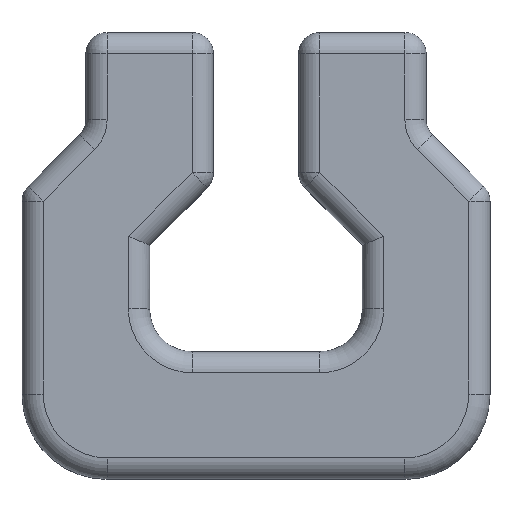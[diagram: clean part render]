
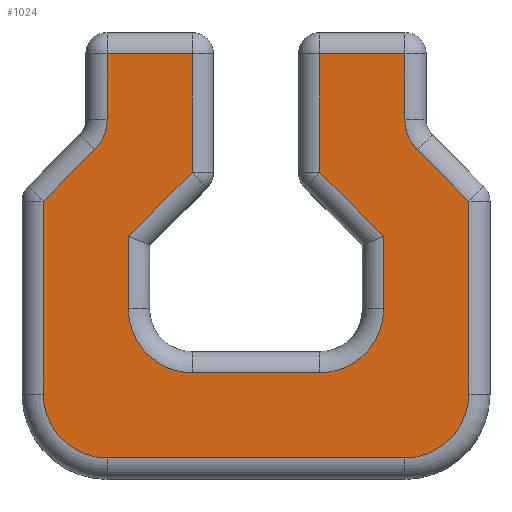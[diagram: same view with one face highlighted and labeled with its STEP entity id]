
A CAD part, top view. The second image highlights one B-rep face of the part: STEP entity #1024.
In plain terms, the highlighted planar face has unit normal (0, 0, 1).
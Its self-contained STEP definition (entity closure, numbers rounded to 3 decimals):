
#44=PLANE('',#1176);
#137=FACE_OUTER_BOUND('',#203,.T.);
#203=EDGE_LOOP('',(#914,#915,#916,#917,#918,#919,#920,#921,#922,#923,#924,
#925,#926,#927,#928,#929,#930,#931,#932,#933,#934,#935));
#224=LINE('',#1595,#304);
#230=LINE('',#1624,#310);
#235=LINE('',#1643,#315);
#239=LINE('',#1667,#319);
#244=LINE('',#1696,#324);
#248=LINE('',#1712,#328);
#250=LINE('',#1715,#330);
#252=LINE('',#1718,#332);
#254=LINE('',#1730,#334);
#256=LINE('',#1739,#336);
#258=LINE('',#1742,#338);
#260=LINE('',#1748,#340);
#262=LINE('',#1758,#342);
#263=LINE('',#1766,#343);
#265=LINE('',#1769,#345);
#267=LINE('',#1772,#347);
#304=VECTOR('',#1253,10.);
#310=VECTOR('',#1285,10.);
#315=VECTOR('',#1304,10.);
#319=VECTOR('',#1328,10.);
#324=VECTOR('',#1361,10.);
#328=VECTOR('',#1379,10.);
#330=VECTOR('',#1383,10.);
#332=VECTOR('',#1387,10.);
#334=VECTOR('',#1401,10.);
#336=VECTOR('',#1413,10.);
#338=VECTOR('',#1417,10.);
#340=VECTOR('',#1423,10.);
#342=VECTOR('',#1437,10.);
#343=VECTOR('',#1448,10.);
#345=VECTOR('',#1452,10.);
#347=VECTOR('',#1456,10.);
#383=CIRCLE('',#1070,2.);
#404=CIRCLE('',#1105,2.);
#420=CIRCLE('',#1135,3.);
#424=CIRCLE('',#1141,3.);
#428=CIRCLE('',#1149,3.);
#432=CIRCLE('',#1155,3.);
#447=VERTEX_POINT('',#1555);
#452=VERTEX_POINT('',#1568);
#454=VERTEX_POINT('',#1572);
#458=VERTEX_POINT('',#1583);
#463=VERTEX_POINT('',#1599);
#468=VERTEX_POINT('',#1612);
#473=VERTEX_POINT('',#1628);
#478=VERTEX_POINT('',#1642);
#480=VERTEX_POINT('',#1647);
#482=VERTEX_POINT('',#1651);
#487=VERTEX_POINT('',#1664);
#488=VERTEX_POINT('',#1666);
#490=VERTEX_POINT('',#1671);
#495=VERTEX_POINT('',#1684);
#500=VERTEX_POINT('',#1700);
#505=VERTEX_POINT('',#1722);
#507=VERTEX_POINT('',#1728);
#509=VERTEX_POINT('',#1734);
#511=VERTEX_POINT('',#1746);
#512=VERTEX_POINT('',#1751);
#513=VERTEX_POINT('',#1756);
#515=VERTEX_POINT('',#1761);
#543=EDGE_CURVE('',#454,#452,#383,.T.);
#553=EDGE_CURVE('',#447,#458,#224,.T.);
#567=EDGE_CURVE('',#458,#468,#230,.T.);
#576=EDGE_CURVE('',#468,#478,#235,.T.);
#581=EDGE_CURVE('',#482,#480,#404,.T.);
#587=EDGE_CURVE('',#487,#488,#239,.T.);
#601=EDGE_CURVE('',#488,#495,#244,.T.);
#609=EDGE_CURVE('',#495,#500,#248,.T.);
#611=EDGE_CURVE('',#500,#490,#250,.T.);
#613=EDGE_CURVE('',#490,#482,#252,.T.);
#616=EDGE_CURVE('',#505,#487,#420,.T.);
#619=EDGE_CURVE('',#507,#505,#254,.T.);
#622=EDGE_CURVE('',#509,#507,#424,.T.);
#624=EDGE_CURVE('',#478,#509,#256,.T.);
#626=EDGE_CURVE('',#480,#473,#258,.T.);
#629=EDGE_CURVE('',#511,#463,#260,.T.);
#632=EDGE_CURVE('',#512,#511,#428,.T.);
#635=EDGE_CURVE('',#513,#512,#262,.T.);
#637=EDGE_CURVE('',#515,#513,#432,.T.);
#639=EDGE_CURVE('',#473,#515,#263,.T.);
#641=EDGE_CURVE('',#463,#454,#265,.T.);
#643=EDGE_CURVE('',#452,#447,#267,.T.);
#914=ORIENTED_EDGE('',*,*,#629,.F.);
#915=ORIENTED_EDGE('',*,*,#632,.F.);
#916=ORIENTED_EDGE('',*,*,#635,.F.);
#917=ORIENTED_EDGE('',*,*,#637,.F.);
#918=ORIENTED_EDGE('',*,*,#639,.F.);
#919=ORIENTED_EDGE('',*,*,#626,.F.);
#920=ORIENTED_EDGE('',*,*,#581,.F.);
#921=ORIENTED_EDGE('',*,*,#613,.F.);
#922=ORIENTED_EDGE('',*,*,#611,.F.);
#923=ORIENTED_EDGE('',*,*,#609,.F.);
#924=ORIENTED_EDGE('',*,*,#601,.F.);
#925=ORIENTED_EDGE('',*,*,#587,.F.);
#926=ORIENTED_EDGE('',*,*,#616,.F.);
#927=ORIENTED_EDGE('',*,*,#619,.F.);
#928=ORIENTED_EDGE('',*,*,#622,.F.);
#929=ORIENTED_EDGE('',*,*,#624,.F.);
#930=ORIENTED_EDGE('',*,*,#576,.F.);
#931=ORIENTED_EDGE('',*,*,#567,.F.);
#932=ORIENTED_EDGE('',*,*,#553,.F.);
#933=ORIENTED_EDGE('',*,*,#643,.F.);
#934=ORIENTED_EDGE('',*,*,#543,.F.);
#935=ORIENTED_EDGE('',*,*,#641,.F.);
#1024=ADVANCED_FACE('',(#137),#44,.T.);
#1070=AXIS2_PLACEMENT_3D('',#1574,#1229,#1230);
#1105=AXIS2_PLACEMENT_3D('',#1653,#1315,#1316);
#1135=AXIS2_PLACEMENT_3D('',#1724,#1393,#1394);
#1141=AXIS2_PLACEMENT_3D('',#1736,#1407,#1408);
#1149=AXIS2_PLACEMENT_3D('',#1753,#1429,#1430);
#1155=AXIS2_PLACEMENT_3D('',#1763,#1442,#1443);
#1176=AXIS2_PLACEMENT_3D('',#1819,#1511,#1512);
#1229=DIRECTION('center_axis',(0.,0.,1.));
#1230=DIRECTION('ref_axis',(0.924,-0.383,0.));
#1253=DIRECTION('',(1.,0.,0.));
#1285=DIRECTION('',(0.,-1.,0.));
#1304=DIRECTION('',(-0.707,-0.707,0.));
#1315=DIRECTION('center_axis',(0.,0.,1.));
#1316=DIRECTION('ref_axis',(-0.924,-0.383,0.));
#1328=DIRECTION('',(0.,1.,0.));
#1361=DIRECTION('',(-0.707,0.707,0.));
#1379=DIRECTION('',(0.,1.,0.));
#1383=DIRECTION('',(1.,0.,0.));
#1387=DIRECTION('',(0.,-1.,0.));
#1393=DIRECTION('center_axis',(0.,0.,1.));
#1394=DIRECTION('ref_axis',(0.707,-0.707,0.));
#1401=DIRECTION('',(1.,0.,0.));
#1407=DIRECTION('center_axis',(0.,0.,1.));
#1408=DIRECTION('ref_axis',(-0.707,-0.707,0.));
#1413=DIRECTION('',(0.,-1.,0.));
#1417=DIRECTION('',(0.707,-0.707,0.));
#1423=DIRECTION('',(0.,1.,0.));
#1429=DIRECTION('center_axis',(0.,0.,-1.));
#1430=DIRECTION('ref_axis',(-0.707,-0.707,0.));
#1437=DIRECTION('',(-1.,0.,0.));
#1442=DIRECTION('center_axis',(0.,0.,-1.));
#1443=DIRECTION('ref_axis',(0.707,-0.707,0.));
#1448=DIRECTION('',(0.,-1.,0.));
#1452=DIRECTION('',(0.707,0.707,0.));
#1456=DIRECTION('',(0.,1.,0.));
#1511=DIRECTION('center_axis',(0.,0.,1.));
#1512=DIRECTION('ref_axis',(1.,0.,0.));
#1555=CARTESIAN_POINT('',(4.,20.,10.));
#1568=CARTESIAN_POINT('',(4.,16.899,10.));
#1572=CARTESIAN_POINT('',(3.414,15.485,10.));
#1574=CARTESIAN_POINT('Origin',(2.,16.899,10.));
#1583=CARTESIAN_POINT('',(8.,20.,10.));
#1595=CARTESIAN_POINT('',(10.,20.,10.));
#1599=CARTESIAN_POINT('',(1.,13.071,10.));
#1612=CARTESIAN_POINT('',(8.,14.414,10.));
#1624=CARTESIAN_POINT('',(8.,12.069,10.));
#1628=CARTESIAN_POINT('',(21.,13.071,10.));
#1642=CARTESIAN_POINT('',(5.,11.414,10.));
#1643=CARTESIAN_POINT('',(6.327,12.741,10.));
#1647=CARTESIAN_POINT('',(18.586,15.485,10.));
#1651=CARTESIAN_POINT('',(18.,16.899,10.));
#1653=CARTESIAN_POINT('Origin',(20.,16.899,10.));
#1664=CARTESIAN_POINT('',(17.,8.,10.));
#1666=CARTESIAN_POINT('',(17.,11.414,10.));
#1667=CARTESIAN_POINT('',(17.,10.569,10.));
#1671=CARTESIAN_POINT('',(18.,20.,10.));
#1684=CARTESIAN_POINT('',(14.,14.414,10.));
#1696=CARTESIAN_POINT('',(14.173,14.241,10.));
#1700=CARTESIAN_POINT('',(14.,20.,10.));
#1712=CARTESIAN_POINT('',(14.,15.569,10.));
#1715=CARTESIAN_POINT('',(15.,20.,10.));
#1718=CARTESIAN_POINT('',(18.,13.311,10.));
#1722=CARTESIAN_POINT('',(14.,5.,10.));
#1724=CARTESIAN_POINT('Origin',(14.,8.,10.));
#1728=CARTESIAN_POINT('',(8.,5.,10.));
#1730=CARTESIAN_POINT('',(13.5,5.,10.));
#1734=CARTESIAN_POINT('',(5.,8.,10.));
#1736=CARTESIAN_POINT('Origin',(8.,8.,10.));
#1739=CARTESIAN_POINT('',(5.,8.069,10.));
#1742=CARTESIAN_POINT('',(19.38,14.691,10.));
#1746=CARTESIAN_POINT('',(1.,4.,10.));
#1748=CARTESIAN_POINT('',(1.,11.811,10.));
#1751=CARTESIAN_POINT('',(4.,1.,10.));
#1753=CARTESIAN_POINT('Origin',(4.,4.,10.));
#1756=CARTESIAN_POINT('',(18.,1.,10.));
#1758=CARTESIAN_POINT('',(5.5,1.,10.));
#1761=CARTESIAN_POINT('',(21.,4.,10.));
#1763=CARTESIAN_POINT('Origin',(18.,4.,10.));
#1766=CARTESIAN_POINT('',(21.,5.069,10.));
#1769=CARTESIAN_POINT('',(4.12,16.191,10.));
#1772=CARTESIAN_POINT('',(4.,15.569,10.));
#1819=CARTESIAN_POINT('Origin',(11.,10.137,10.));
